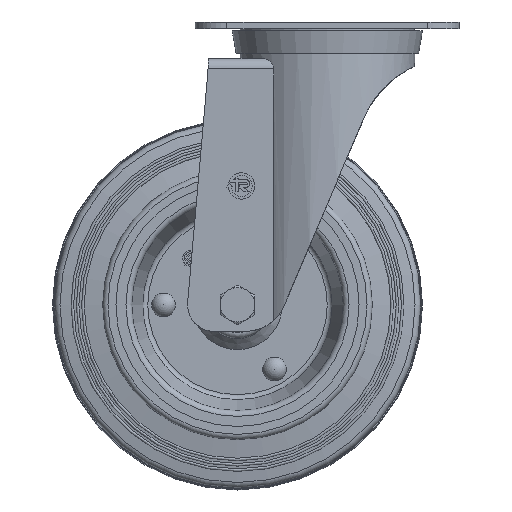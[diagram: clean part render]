
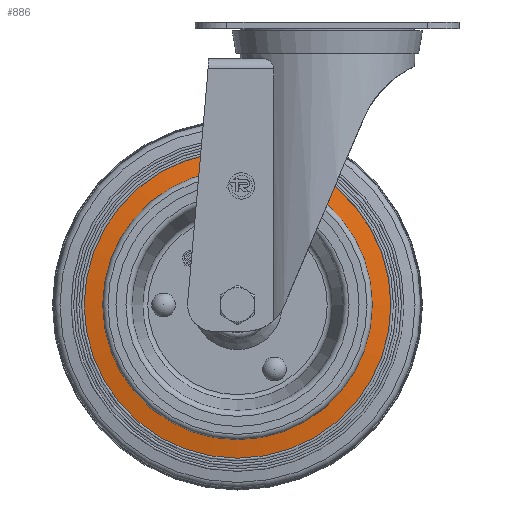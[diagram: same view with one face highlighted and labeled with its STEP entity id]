
A CAD part, top view. The second image highlights one B-rep face of the part: STEP entity #886.
In plain terms, the highlighted conical face has half-angle 80 degrees and reference radius 51 mm.
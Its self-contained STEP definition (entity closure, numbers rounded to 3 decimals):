
#886 = ADVANCED_FACE( '', ( #1909, #1910 ), #1911, .T. );
#1909 = FACE_OUTER_BOUND( '', #3051, .T. );
#1910 = FACE_BOUND( '', #3052, .T. );
#1911 = CONICAL_SURFACE( '', #3053, 51., 1.396 );
#3051 = EDGE_LOOP( '', ( #5254 ) );
#3052 = EDGE_LOOP( '', ( #5255 ) );
#3053 = AXIS2_PLACEMENT_3D( '', #5256, #5257, #5258 );
#5254 = ORIENTED_EDGE( '', *, *, #7051, .T. );
#5255 = ORIENTED_EDGE( '', *, *, #6692, .F. );
#5256 = CARTESIAN_POINT( '', ( 38., 0., 0. ) );
#5257 = DIRECTION( '', ( -1., 0., 0. ) );
#5258 = DIRECTION( '', ( 0., 0., 1. ) );
#6692 = EDGE_CURVE( '', #8085, #8085, #8086, .T. );
#7051 = EDGE_CURVE( '', #8578, #8578, #8579, .T. );
#8085 = VERTEX_POINT( '', #10011 );
#8086 = CIRCLE( '', #10012, 51. );
#8578 = VERTEX_POINT( '', #10734 );
#8579 = CIRCLE( '', #10735, 58.008 );
#10011 = CARTESIAN_POINT( '', ( 38., 0., -51. ) );
#10012 = AXIS2_PLACEMENT_3D( '', #11719, #11720, #11721 );
#10734 = CARTESIAN_POINT( '', ( 36.764, 0., -58.008 ) );
#10735 = AXIS2_PLACEMENT_3D( '', #12218, #12219, #12220 );
#11719 = CARTESIAN_POINT( '', ( 38., 0., 0. ) );
#11720 = DIRECTION( '', ( 1., 0., 0. ) );
#11721 = DIRECTION( '', ( 0., 0., -1. ) );
#12218 = CARTESIAN_POINT( '', ( 36.764, 0., 0. ) );
#12219 = DIRECTION( '', ( 1., 0., 0. ) );
#12220 = DIRECTION( '', ( 0., 0., -1. ) );
